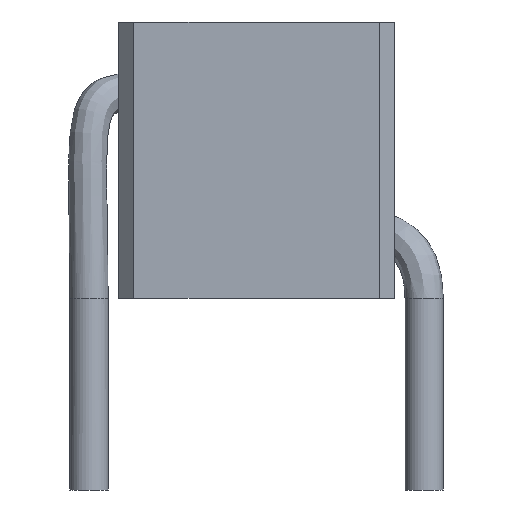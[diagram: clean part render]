
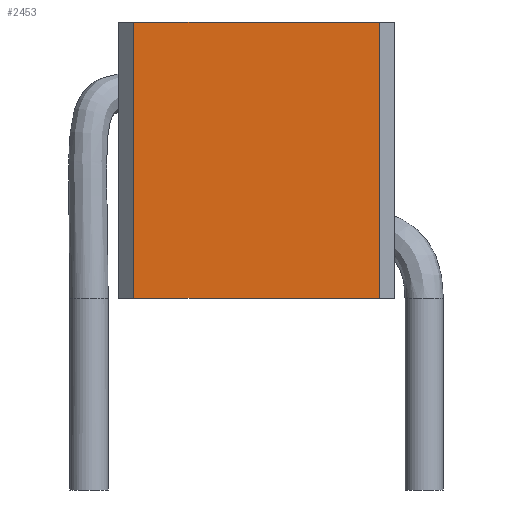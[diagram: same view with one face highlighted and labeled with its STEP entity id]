
A CAD part, left-side view. The second image highlights one B-rep face of the part: STEP entity #2453.
In plain terms, the highlighted planar face has unit normal (-1, 0, 0).
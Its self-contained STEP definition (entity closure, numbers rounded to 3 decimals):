
#209=ORIENTED_EDGE('',*,*,#715,.F.);
#210=ORIENTED_EDGE('',*,*,#716,.T.);
#211=ORIENTED_EDGE('',*,*,#697,.T.);
#212=ORIENTED_EDGE('',*,*,#717,.T.);
#697=EDGE_CURVE('',#950,#951,#1071,.T.);
#715=EDGE_CURVE('',#966,#967,#1089,.F.);
#716=EDGE_CURVE('',#966,#950,#1090,.F.);
#717=EDGE_CURVE('',#951,#967,#1091,.F.);
#950=VERTEX_POINT('',#3233);
#951=VERTEX_POINT('',#3234);
#966=VERTEX_POINT('',#3270);
#967=VERTEX_POINT('',#3271);
#1071=LINE('',#3232,#1241);
#1089=LINE('',#3269,#1259);
#1090=LINE('',#3272,#1260);
#1091=LINE('',#3273,#1261);
#1241=VECTOR('',#2669,1000.);
#1259=VECTOR('',#2693,1000.);
#1260=VECTOR('',#2694,1000.);
#1261=VECTOR('',#2695,1000.);
#1412=EDGE_LOOP('',(#209,#210,#211,#212));
#1538=FACE_BOUND('',#1412,.T.);
#1656=PLANE('',#2559);
#2453=ADVANCED_FACE('',(#1538),#1656,.T.);
#2559=AXIS2_PLACEMENT_3D('',#3268,#2691,#2692);
#2669=DIRECTION('',(0.,1.,0.));
#2691=DIRECTION('',(-1.,0.,0.));
#2692=DIRECTION('',(0.,-1.,0.));
#2693=DIRECTION('',(0.,-1.,0.));
#2694=DIRECTION('',(0.,0.,-1.));
#2695=DIRECTION('',(0.,0.,1.));
#3232=CARTESIAN_POINT('',(-3.601,-3.75,7.5));
#3233=CARTESIAN_POINT('',(-3.601,-3.198,7.5));
#3234=CARTESIAN_POINT('',(-3.601,3.198,7.5));
#3268=CARTESIAN_POINT('',(-3.601,-3.75,7.5));
#3269=CARTESIAN_POINT('',(-3.601,-3.75,0.3));
#3270=CARTESIAN_POINT('',(-3.601,-3.198,0.3));
#3271=CARTESIAN_POINT('',(-3.601,3.198,0.3));
#3272=CARTESIAN_POINT('',(-3.601,-3.198,7.5));
#3273=CARTESIAN_POINT('',(-3.601,3.198,7.5));
